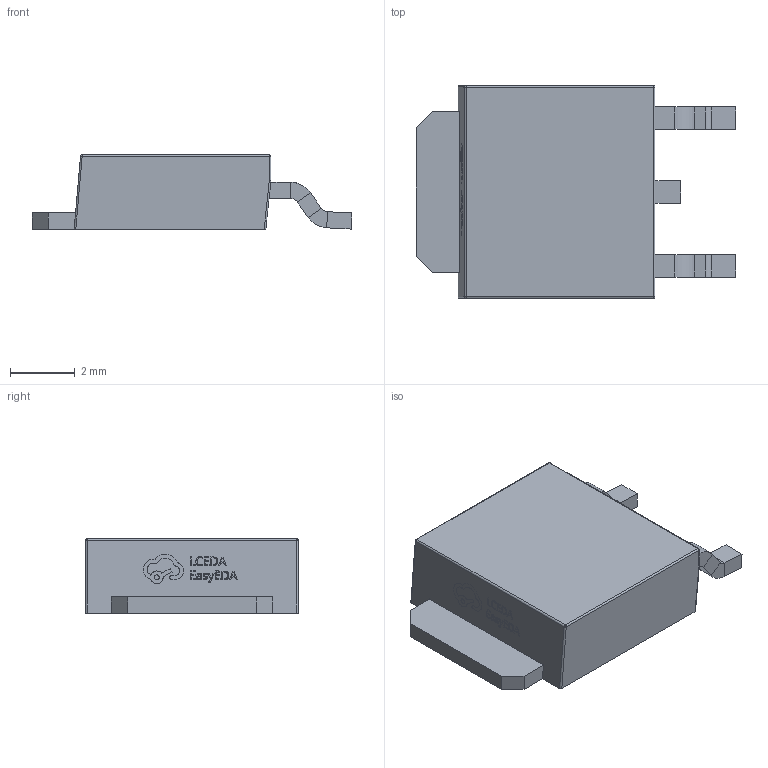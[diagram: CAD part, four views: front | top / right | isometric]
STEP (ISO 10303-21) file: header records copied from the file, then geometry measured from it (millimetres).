
FILE_DESCRIPTION (( 'STEP AP203' ), '1' );
FILE_NAME ('LR7843.STEP', '2023-07-13T09:26:55', ( '' ), ( '' ), 'SwSTEP 2.0', 'SolidWorks 2021', '' );
FILE_SCHEMA (( 'CONFIG_CONTROL_DESIGN' ));
Length unit declared in the file: millimetre
Products named in the file (5): LR7843; Q1.step; TO-252-2_L6.6-W6.1-P4.58-LS9.9-BR.step; COMPOUND.step; 3D_PCB1_2023-07-13.step
Assembly tree (4 placements, depth 5):
  LR7843
    3D_PCB1_2023-07-13.step
      Q1.step
        TO-252-2_L6.6-W6.1-P4.58-LS9.9-BR.step
          COMPOUND.step
Bounding box: 9.92 x 6.6 x 2.3 mm (x, y, z)
Volume: 95.8 mm3; surface area: 226.2 mm2
Topology: 3 solids, 3 shells, 325 faces, 852 edges, 550 vertices
Faces by surface type: plane 201, bspline 98, cylinder 22, sphere 4
Entity records: 10869 total; most frequent: CARTESIAN_POINT 3045, ORIENTED_EDGE 1696, DIRECTION 1156, EDGE_CURVE 848, VECTOR 610, LINE 610, VERTEX_POINT 550, EDGE_LOOP 346
